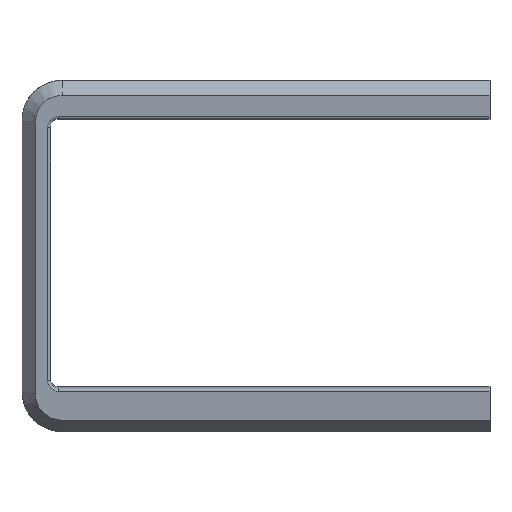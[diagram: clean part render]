
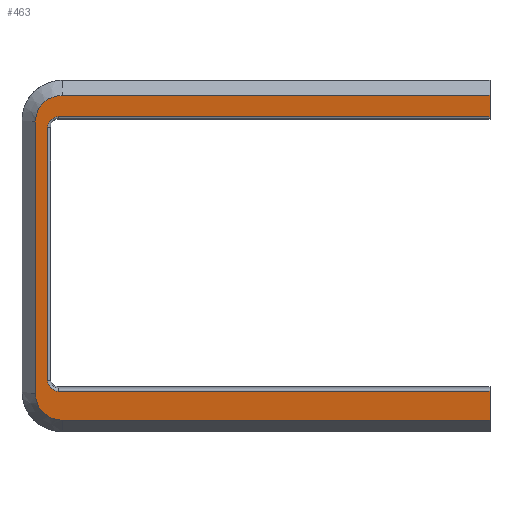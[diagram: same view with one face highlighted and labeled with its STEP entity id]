
A CAD part, top view. The second image highlights one B-rep face of the part: STEP entity #463.
In plain terms, the highlighted planar face has unit normal (0, -0.122, 0.993).
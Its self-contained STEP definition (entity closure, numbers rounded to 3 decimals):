
#32=LINE('',#728,#74);
#49=LINE('',#775,#91);
#52=LINE('',#783,#94);
#57=LINE('',#796,#99);
#58=LINE('',#797,#100);
#59=LINE('',#799,#101);
#60=LINE('',#800,#102);
#61=LINE('',#801,#103);
#74=VECTOR('',#590,10.);
#91=VECTOR('',#635,10.);
#94=VECTOR('',#644,10.);
#99=VECTOR('',#657,10.);
#100=VECTOR('',#658,10.);
#101=VECTOR('',#659,10.);
#102=VECTOR('',#660,10.);
#103=VECTOR('',#661,10.);
#136=FACE_OUTER_BOUND('',#166,.T.);
#166=EDGE_LOOP('',(#390,#391,#392,#393,#394,#395,#396,#397,#398,#399,#400,
#401));
#182=CIRCLE('',#502,4.);
#185=CIRCLE('',#507,4.);
#190=CIRCLE('',#520,10.);
#191=CIRCLE('',#523,10.);
#208=VERTEX_POINT('',#720);
#209=VERTEX_POINT('',#722);
#210=VERTEX_POINT('',#726);
#211=VERTEX_POINT('',#730);
#225=VERTEX_POINT('',#772);
#226=VERTEX_POINT('',#774);
#227=VERTEX_POINT('',#778);
#228=VERTEX_POINT('',#782);
#229=VERTEX_POINT('',#786);
#231=VERTEX_POINT('',#794);
#232=VERTEX_POINT('',#795);
#233=VERTEX_POINT('',#798);
#255=EDGE_CURVE('',#209,#208,#182,.T.);
#257=EDGE_CURVE('',#210,#209,#32,.T.);
#259=EDGE_CURVE('',#211,#210,#185,.T.);
#280=EDGE_CURVE('',#225,#226,#49,.T.);
#282=EDGE_CURVE('',#226,#227,#190,.T.);
#284=EDGE_CURVE('',#227,#228,#52,.T.);
#286=EDGE_CURVE('',#228,#229,#191,.T.);
#290=EDGE_CURVE('',#231,#232,#57,.T.);
#291=EDGE_CURVE('',#229,#231,#58,.T.);
#292=EDGE_CURVE('',#233,#225,#59,.T.);
#293=EDGE_CURVE('',#208,#233,#60,.T.);
#294=EDGE_CURVE('',#232,#211,#61,.T.);
#390=ORIENTED_EDGE('',*,*,#290,.F.);
#391=ORIENTED_EDGE('',*,*,#291,.F.);
#392=ORIENTED_EDGE('',*,*,#286,.F.);
#393=ORIENTED_EDGE('',*,*,#284,.F.);
#394=ORIENTED_EDGE('',*,*,#282,.F.);
#395=ORIENTED_EDGE('',*,*,#280,.F.);
#396=ORIENTED_EDGE('',*,*,#292,.F.);
#397=ORIENTED_EDGE('',*,*,#293,.F.);
#398=ORIENTED_EDGE('',*,*,#255,.F.);
#399=ORIENTED_EDGE('',*,*,#257,.F.);
#400=ORIENTED_EDGE('',*,*,#259,.F.);
#401=ORIENTED_EDGE('',*,*,#294,.F.);
#437=PLANE('',#525);
#463=ADVANCED_FACE('',(#136),#437,.F.);
#502=AXIS2_PLACEMENT_3D('',#724,#584,#585);
#507=AXIS2_PLACEMENT_3D('',#732,#595,#596);
#520=AXIS2_PLACEMENT_3D('',#779,#639,#640);
#523=AXIS2_PLACEMENT_3D('',#787,#648,#649);
#525=AXIS2_PLACEMENT_3D('',#793,#655,#656);
#584=DIRECTION('center_axis',(0.,-0.122,0.993));
#585=DIRECTION('ref_axis',(-0.707,-0.702,-0.086));
#590=DIRECTION('',(0.,-0.993,-0.122));
#595=DIRECTION('center_axis',(0.,-0.122,0.993));
#596=DIRECTION('ref_axis',(-0.707,0.702,0.086));
#635=DIRECTION('',(-1.,0.,0.));
#639=DIRECTION('center_axis',(0.,0.122,-0.993));
#640=DIRECTION('ref_axis',(-0.707,-0.702,-0.086));
#644=DIRECTION('',(0.,0.993,0.122));
#648=DIRECTION('center_axis',(0.,0.122,-0.993));
#649=DIRECTION('ref_axis',(-0.707,0.702,0.086));
#655=DIRECTION('center_axis',(0.,0.122,-0.993));
#656=DIRECTION('ref_axis',(0.,-0.993,-0.122));
#657=DIRECTION('',(0.,-0.993,-0.122));
#658=DIRECTION('',(1.,0.,0.));
#659=DIRECTION('',(0.,-0.993,-0.122));
#660=DIRECTION('',(1.,0.,0.));
#661=DIRECTION('',(-1.,0.,0.));
#720=CARTESIAN_POINT('',(-161.133,-58.435,78.705));
#722=CARTESIAN_POINT('',(-165.133,-54.465,79.193));
#724=CARTESIAN_POINT('Origin',(-161.133,-54.465,79.193));
#726=CARTESIAN_POINT('',(-165.133,40.113,90.805));
#728=CARTESIAN_POINT('',(-165.133,-35.29,81.547));
#730=CARTESIAN_POINT('',(-161.133,44.083,91.293));
#732=CARTESIAN_POINT('Origin',(-161.133,40.113,90.805));
#772=CARTESIAN_POINT('',(0.,-69.226,77.38));
#774=CARTESIAN_POINT('',(-159.78,-69.226,77.38));
#775=CARTESIAN_POINT('',(83.352,-69.226,77.38));
#778=CARTESIAN_POINT('',(-169.78,-59.301,78.599));
#779=CARTESIAN_POINT('Origin',(-159.78,-59.301,78.599));
#782=CARTESIAN_POINT('',(-169.78,42.084,91.047));
#783=CARTESIAN_POINT('',(-169.78,-34.451,81.65));
#786=CARTESIAN_POINT('',(-159.78,52.009,92.266));
#787=CARTESIAN_POINT('Origin',(-159.78,42.084,91.047));
#793=CARTESIAN_POINT('Origin',(3.975,-9.601,84.701));
#794=CARTESIAN_POINT('',(0.,52.009,92.266));
#795=CARTESIAN_POINT('',(0.,44.083,91.293));
#796=CARTESIAN_POINT('',(0.,-8.784,84.802));
#797=CARTESIAN_POINT('',(-77.903,52.009,92.266));
#798=CARTESIAN_POINT('',(0.,-58.435,78.705));
#799=CARTESIAN_POINT('',(0.,-8.784,84.802));
#800=CARTESIAN_POINT('',(-81.079,-58.435,78.705));
#801=CARTESIAN_POINT('',(66.049,44.083,91.293));
